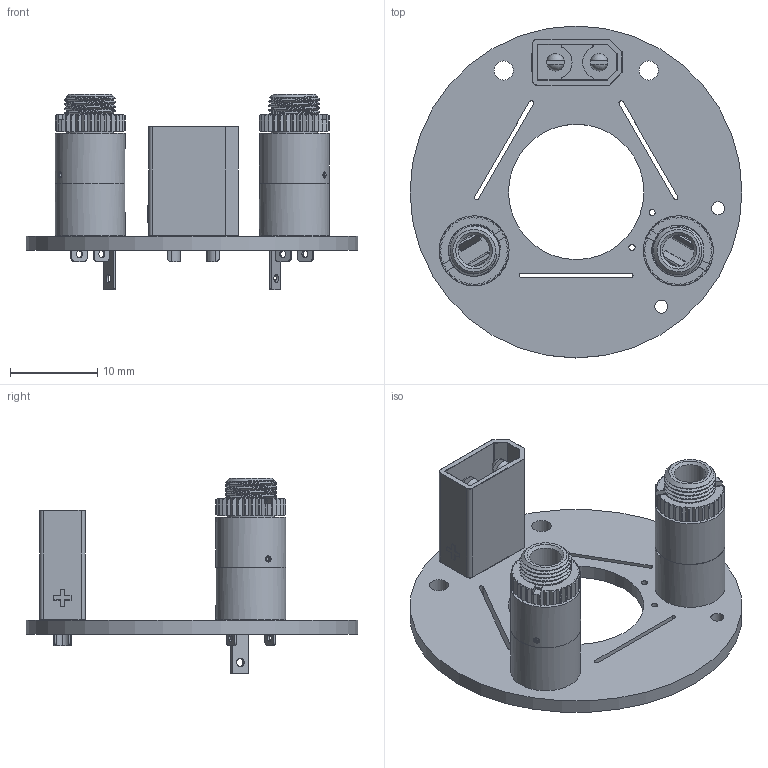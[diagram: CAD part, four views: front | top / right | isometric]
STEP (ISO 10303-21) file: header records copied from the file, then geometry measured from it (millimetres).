
FILE_DESCRIPTION(('KiCad electronic assembly'),'2;1');
FILE_NAME('LightPipe_PCB-3D-Model.step','2023-05-21T22:38:59',('Pcbnew') ,('Kicad'),'Open CASCADE STEP processor 7.5','KiCad to STEP converter' ,'Unknown');
FILE_SCHEMA(('AUTOMOTIVE_DESIGN { 1 0 10303 214 1 1 1 1 }'));
Length unit declared in the file: millimetre
Products named in the file (6): LightPipe_PCB-3D-Model 1; Lumberg_KLB_4; COMPOUND; XT30-male; SOLID; LightPipe_PCB PCB
Assembly tree (6 placements, depth 3):
  LightPipe_PCB-3D-Model 1
    Lumberg_KLB_4  x2
      COMPOUND
    XT30-male
      SOLID
    LightPipe_PCB PCB
Bounding box: 38 x 38 x 22.4 mm (x, y, z)
Volume: 2719.3 mm3; surface area: 6058.9 mm2
Topology: 6 solids, 6 shells, 974 faces, 2858 edges, 1852 vertices
Faces by surface type: plane 498, cylinder 280, cone 142, bspline 24, sphere 16, torus 10, revolution 4
Full cylindrical faces by diameter (mm): 0.5 x2, 0.7 x2, 0.8 x4, 1 x2, 1.5 x2, 2.2 x2, 2.7 x2, 3.6 x2, 5.3 x2, 7 x2, 8 x4, 15.5 x1, 38 x1
Entity records: 60146 total; most frequent: CARTESIAN_POINT 25963, DIRECTION 5951, LINE 3554, VECTOR 3554, ORIENTED_EDGE 3414, PCURVE 3414, DEFINITIONAL_REPRESENTATION 3414, EDGE_CURVE 1707
